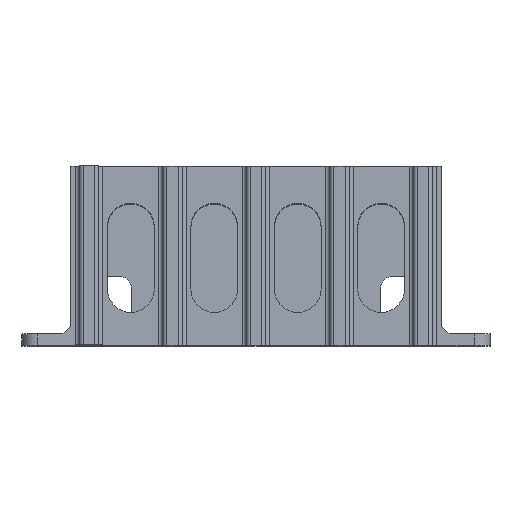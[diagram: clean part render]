
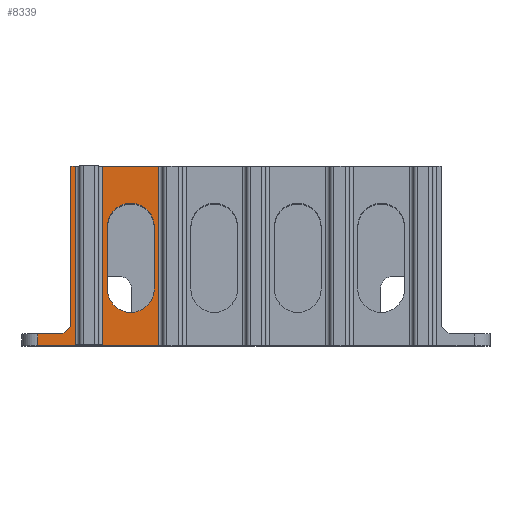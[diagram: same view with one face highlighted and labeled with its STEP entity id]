
A CAD part, top view. The second image highlights one B-rep face of the part: STEP entity #8339.
In plain terms, the highlighted planar face has unit normal (0, 0, 1).
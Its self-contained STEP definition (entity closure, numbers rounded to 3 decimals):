
#117 = VECTOR ( 'NONE', #6673, 1000. ) ;
#133 = VERTEX_POINT ( 'NONE', #5956 ) ;
#171 = CARTESIAN_POINT ( 'NONE',  ( -60., 3., 64. ) ) ;
#172 = DIRECTION ( 'NONE',  ( 1., 0., 0. ) ) ;
#225 = CARTESIAN_POINT ( 'NONE',  ( -39.3, 0.176, 64. ) ) ;
#584 = DIRECTION ( 'NONE',  ( 1., 0., 0. ) ) ;
#599 = ORIENTED_EDGE ( 'NONE', *, *, #2216, .F. ) ;
#674 = ORIENTED_EDGE ( 'NONE', *, *, #9985, .F. ) ;
#697 = LINE ( 'NONE', #8901, #3525 ) ;
#772 = EDGE_CURVE ( 'NONE', #7770, #8594, #4116, .T. ) ;
#809 = DIRECTION ( 'NONE',  ( 0., 1., 0. ) ) ;
#856 = ORIENTED_EDGE ( 'NONE', *, *, #1945, .T. ) ;
#1023 = EDGE_CURVE ( 'NONE', #10891, #3622, #5201, .T. ) ;
#1088 = LINE ( 'NONE', #6127, #4858 ) ;
#1165 = LINE ( 'NONE', #171, #9542 ) ;
#1305 = AXIS2_PLACEMENT_3D ( 'NONE', #10767, #3231, #9933 ) ;
#1424 = VERTEX_POINT ( 'NONE', #4856 ) ;
#1437 = EDGE_LOOP ( 'NONE', ( #9575, #2038, #8793, #856, #9307, #1711, #10238, #9183, #6493, #4895, #10324 ) ) ;
#1630 = EDGE_CURVE ( 'NONE', #4436, #3387, #8520, .T. ) ;
#1690 = LINE ( 'NONE', #5007, #4593 ) ;
#1702 = DIRECTION ( 'NONE',  ( 1., 0., 0. ) ) ;
#1711 = ORIENTED_EDGE ( 'NONE', *, *, #772, .T. ) ;
#1819 = VECTOR ( 'NONE', #1702, 1000. ) ;
#1945 = EDGE_CURVE ( 'NONE', #3913, #133, #1690, .T. ) ;
#2038 = ORIENTED_EDGE ( 'NONE', *, *, #8501, .T. ) ;
#2216 = EDGE_CURVE ( 'NONE', #6921, #4507, #9053, .T. ) ;
#2342 = VERTEX_POINT ( 'NONE', #4226 ) ;
#2481 = DIRECTION ( 'NONE',  ( 0., -1., 0. ) ) ;
#2597 = EDGE_CURVE ( 'NONE', #4704, #5460, #4796, .T. ) ;
#2721 = LINE ( 'NONE', #5250, #5049 ) ;
#2911 = AXIS2_PLACEMENT_3D ( 'NONE', #9810, #6587, #5641 ) ;
#3130 = EDGE_CURVE ( 'NONE', #2342, #4436, #697, .T. ) ;
#3207 = CARTESIAN_POINT ( 'NONE',  ( -38.1, 14.5, 64. ) ) ;
#3231 = DIRECTION ( 'NONE',  ( 0., 0., -1. ) ) ;
#3280 = EDGE_CURVE ( 'NONE', #3387, #3622, #1088, .T. ) ;
#3296 = PLANE ( 'NONE',  #1305 ) ;
#3387 = VERTEX_POINT ( 'NONE', #9071 ) ;
#3525 = VECTOR ( 'NONE', #7376, 1000. ) ;
#3547 = VECTOR ( 'NONE', #6594, 1000. ) ;
#3622 = VERTEX_POINT ( 'NONE', #10487 ) ;
#3792 = CARTESIAN_POINT ( 'NONE',  ( -47.5, 46., 64. ) ) ;
#3865 = EDGE_CURVE ( 'NONE', #7770, #133, #2721, .T. ) ;
#3910 = CARTESIAN_POINT ( 'NONE',  ( -54.75, -2.25, 64. ) ) ;
#3913 = VERTEX_POINT ( 'NONE', #5203 ) ;
#4008 = CARTESIAN_POINT ( 'NONE',  ( -39.3, 46., 64. ) ) ;
#4066 = FACE_OUTER_BOUND ( 'NONE', #1437, .T. ) ;
#4072 = CIRCLE ( 'NONE', #7409, 6. ) ;
#4116 = LINE ( 'NONE', #4994, #3547 ) ;
#4226 = CARTESIAN_POINT ( 'NONE',  ( -56., 3., 64. ) ) ;
#4377 = CARTESIAN_POINT ( 'NONE',  ( -47.5, 46., 64. ) ) ;
#4436 = VERTEX_POINT ( 'NONE', #8043 ) ;
#4461 = DIRECTION ( 'NONE',  ( 0., 1., 0. ) ) ;
#4481 = LINE ( 'NONE', #225, #5912 ) ;
#4507 = VERTEX_POINT ( 'NONE', #8096 ) ;
#4593 = VECTOR ( 'NONE', #809, 1000. ) ;
#4601 = VERTEX_POINT ( 'NONE', #9906 ) ;
#4602 = VECTOR ( 'NONE', #2481, 1000. ) ;
#4704 = VERTEX_POINT ( 'NONE', #6731 ) ;
#4796 = LINE ( 'NONE', #3207, #4602 ) ;
#4856 = CARTESIAN_POINT ( 'NONE',  ( -39.3, 0.176, 64. ) ) ;
#4858 = VECTOR ( 'NONE', #4461, 1000. ) ;
#4895 = ORIENTED_EDGE ( 'NONE', *, *, #1630, .T. ) ;
#4911 = LINE ( 'NONE', #10842, #117 ) ;
#4994 = CARTESIAN_POINT ( 'NONE',  ( -47.5, 46., 64. ) ) ;
#5007 = CARTESIAN_POINT ( 'NONE',  ( -46.3, 46., 64. ) ) ;
#5049 = VECTOR ( 'NONE', #6191, 1000. ) ;
#5201 = LINE ( 'NONE', #4377, #5483 ) ;
#5203 = CARTESIAN_POINT ( 'NONE',  ( -46.3, 0.176, 64. ) ) ;
#5228 = CARTESIAN_POINT ( 'NONE',  ( -60., 0., 64. ) ) ;
#5250 = CARTESIAN_POINT ( 'NONE',  ( -47.5, 46., 64. ) ) ;
#5460 = VERTEX_POINT ( 'NONE', #10184 ) ;
#5483 = VECTOR ( 'NONE', #172, 1000. ) ;
#5588 = CARTESIAN_POINT ( 'NONE',  ( -26.1, 14.5, 64. ) ) ;
#5641 = DIRECTION ( 'NONE',  ( 1., 0., 0. ) ) ;
#5775 = FACE_BOUND ( 'NONE', #6255, .T. ) ;
#5791 = CARTESIAN_POINT ( 'NONE',  ( -32.1, 14.5, 64. ) ) ;
#5912 = VECTOR ( 'NONE', #7841, 1000. ) ;
#5956 = CARTESIAN_POINT ( 'NONE',  ( -46.3, 46., 64. ) ) ;
#6040 = EDGE_CURVE ( 'NONE', #8594, #4601, #9615, .T. ) ;
#6087 = DIRECTION ( 'NONE',  ( 1., 0., 0. ) ) ;
#6097 = EDGE_CURVE ( 'NONE', #5460, #6921, #4072, .T. ) ;
#6127 = CARTESIAN_POINT ( 'NONE',  ( -24.9, 46., 64. ) ) ;
#6191 = DIRECTION ( 'NONE',  ( 1., 0., 0. ) ) ;
#6255 = EDGE_LOOP ( 'NONE', ( #599, #9843, #8779, #674 ) ) ;
#6344 = VECTOR ( 'NONE', #7259, 1000. ) ;
#6368 = DIRECTION ( 'NONE',  ( 0., 1., 0. ) ) ;
#6493 = ORIENTED_EDGE ( 'NONE', *, *, #3130, .T. ) ;
#6587 = DIRECTION ( 'NONE',  ( 0., 0., 1. ) ) ;
#6594 = DIRECTION ( 'NONE',  ( 0., -1., 0. ) ) ;
#6673 = DIRECTION ( 'NONE',  ( 1., 0., 0. ) ) ;
#6731 = CARTESIAN_POINT ( 'NONE',  ( -38.1, 30.5, 64. ) ) ;
#6921 = VERTEX_POINT ( 'NONE', #5588 ) ;
#7259 = DIRECTION ( 'NONE',  ( -0.707, -0.707, 0. ) ) ;
#7353 = EDGE_CURVE ( 'NONE', #2342, #4601, #1165, .T. ) ;
#7376 = DIRECTION ( 'NONE',  ( 0., -1., 0. ) ) ;
#7409 = AXIS2_PLACEMENT_3D ( 'NONE', #5791, #8361, #584 ) ;
#7661 = CIRCLE ( 'NONE', #2911, 6. ) ;
#7770 = VERTEX_POINT ( 'NONE', #3792 ) ;
#7841 = DIRECTION ( 'NONE',  ( 0., -1., 0. ) ) ;
#8043 = CARTESIAN_POINT ( 'NONE',  ( -56., 0., 64. ) ) ;
#8096 = CARTESIAN_POINT ( 'NONE',  ( -26.1, 30.5, 64. ) ) ;
#8178 = CARTESIAN_POINT ( 'NONE',  ( -26.1, 14.5, 64. ) ) ;
#8339 = ADVANCED_FACE ( 'NONE', ( #5775, #4066 ), #3296, .F. ) ;
#8361 = DIRECTION ( 'NONE',  ( 0., 0., 1. ) ) ;
#8501 = EDGE_CURVE ( 'NONE', #10891, #1424, #4481, .T. ) ;
#8520 = LINE ( 'NONE', #5228, #1819 ) ;
#8594 = VERTEX_POINT ( 'NONE', #10638 ) ;
#8779 = ORIENTED_EDGE ( 'NONE', *, *, #2597, .F. ) ;
#8793 = ORIENTED_EDGE ( 'NONE', *, *, #10873, .F. ) ;
#8901 = CARTESIAN_POINT ( 'NONE',  ( -56., 3., 64. ) ) ;
#8975 = VECTOR ( 'NONE', #6368, 1000. ) ;
#9053 = LINE ( 'NONE', #8178, #8975 ) ;
#9071 = CARTESIAN_POINT ( 'NONE',  ( -24.9, 0., 64. ) ) ;
#9183 = ORIENTED_EDGE ( 'NONE', *, *, #7353, .F. ) ;
#9307 = ORIENTED_EDGE ( 'NONE', *, *, #3865, .F. ) ;
#9542 = VECTOR ( 'NONE', #6087, 1000. ) ;
#9575 = ORIENTED_EDGE ( 'NONE', *, *, #1023, .F. ) ;
#9615 = LINE ( 'NONE', #3910, #6344 ) ;
#9810 = CARTESIAN_POINT ( 'NONE',  ( -32.1, 30.5, 64. ) ) ;
#9843 = ORIENTED_EDGE ( 'NONE', *, *, #6097, .F. ) ;
#9906 = CARTESIAN_POINT ( 'NONE',  ( -49.5, 3., 64. ) ) ;
#9933 = DIRECTION ( 'NONE',  ( -1., 0., 0. ) ) ;
#9985 = EDGE_CURVE ( 'NONE', #4507, #4704, #7661, .T. ) ;
#10184 = CARTESIAN_POINT ( 'NONE',  ( -38.1, 14.5, 64. ) ) ;
#10238 = ORIENTED_EDGE ( 'NONE', *, *, #6040, .T. ) ;
#10324 = ORIENTED_EDGE ( 'NONE', *, *, #3280, .T. ) ;
#10487 = CARTESIAN_POINT ( 'NONE',  ( -24.9, 46., 64. ) ) ;
#10638 = CARTESIAN_POINT ( 'NONE',  ( -47.5, 5., 64. ) ) ;
#10767 = CARTESIAN_POINT ( 'NONE',  ( -60., 3., 64. ) ) ;
#10842 = CARTESIAN_POINT ( 'NONE',  ( -45.3, 0.176, 64. ) ) ;
#10873 = EDGE_CURVE ( 'NONE', #3913, #1424, #4911, .T. ) ;
#10891 = VERTEX_POINT ( 'NONE', #4008 ) ;
